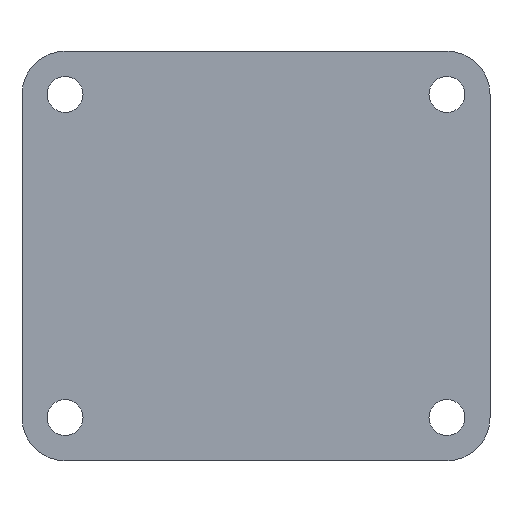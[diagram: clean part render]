
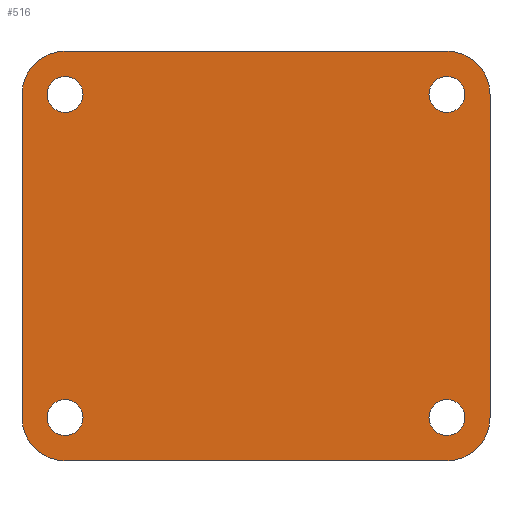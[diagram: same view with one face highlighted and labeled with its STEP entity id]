
A CAD part, front view. The second image highlights one B-rep face of the part: STEP entity #516.
In plain terms, the highlighted planar face has unit normal (0, -1, 0).
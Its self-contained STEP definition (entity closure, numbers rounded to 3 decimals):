
#27=FACE_BOUND('',#93,.T.);
#28=FACE_BOUND('',#94,.T.);
#29=FACE_BOUND('',#95,.T.);
#30=FACE_BOUND('',#96,.T.);
#39=CIRCLE('',#563,3.6);
#40=CIRCLE('',#566,3.6);
#41=CIRCLE('',#567,3.6);
#42=CIRCLE('',#568,3.6);
#43=CIRCLE('',#569,1.5);
#44=CIRCLE('',#570,1.5);
#45=CIRCLE('',#571,1.5);
#46=CIRCLE('',#572,1.5);
#62=FACE_OUTER_BOUND('',#92,.T.);
#92=EDGE_LOOP('',(#419,#420,#421,#422,#423,#424,#425,#426));
#93=EDGE_LOOP('',(#427));
#94=EDGE_LOOP('',(#428));
#95=EDGE_LOOP('',(#429));
#96=EDGE_LOOP('',(#430));
#149=LINE('',#831,#205);
#151=LINE('',#835,#207);
#152=LINE('',#839,#208);
#153=LINE('',#843,#209);
#205=VECTOR('',#675,10.);
#207=VECTOR('',#679,10.);
#208=VECTOR('',#682,10.);
#209=VECTOR('',#685,10.);
#255=VERTEX_POINT('',#824);
#256=VERTEX_POINT('',#826);
#257=VERTEX_POINT('',#830);
#258=VERTEX_POINT('',#834);
#259=VERTEX_POINT('',#836);
#260=VERTEX_POINT('',#838);
#261=VERTEX_POINT('',#840);
#262=VERTEX_POINT('',#842);
#263=VERTEX_POINT('',#845);
#264=VERTEX_POINT('',#847);
#265=VERTEX_POINT('',#849);
#266=VERTEX_POINT('',#851);
#316=EDGE_CURVE('',#255,#256,#39,.T.);
#318=EDGE_CURVE('',#256,#257,#149,.T.);
#320=EDGE_CURVE('',#258,#255,#151,.T.);
#321=EDGE_CURVE('',#259,#258,#40,.T.);
#322=EDGE_CURVE('',#260,#259,#152,.T.);
#323=EDGE_CURVE('',#261,#260,#41,.T.);
#324=EDGE_CURVE('',#262,#261,#153,.T.);
#325=EDGE_CURVE('',#257,#262,#42,.T.);
#326=EDGE_CURVE('',#263,#263,#43,.T.);
#327=EDGE_CURVE('',#264,#264,#44,.T.);
#328=EDGE_CURVE('',#265,#265,#45,.T.);
#329=EDGE_CURVE('',#266,#266,#46,.T.);
#419=ORIENTED_EDGE('',*,*,#316,.F.);
#420=ORIENTED_EDGE('',*,*,#320,.F.);
#421=ORIENTED_EDGE('',*,*,#321,.F.);
#422=ORIENTED_EDGE('',*,*,#322,.F.);
#423=ORIENTED_EDGE('',*,*,#323,.F.);
#424=ORIENTED_EDGE('',*,*,#324,.F.);
#425=ORIENTED_EDGE('',*,*,#325,.F.);
#426=ORIENTED_EDGE('',*,*,#318,.F.);
#427=ORIENTED_EDGE('',*,*,#326,.F.);
#428=ORIENTED_EDGE('',*,*,#327,.F.);
#429=ORIENTED_EDGE('',*,*,#328,.F.);
#430=ORIENTED_EDGE('',*,*,#329,.F.);
#497=PLANE('',#565);
#516=ADVANCED_FACE('',(#62,#27,#28,#29,#30),#497,.F.);
#563=AXIS2_PLACEMENT_3D('',#827,#670,#671);
#565=AXIS2_PLACEMENT_3D('',#833,#677,#678);
#566=AXIS2_PLACEMENT_3D('',#837,#680,#681);
#567=AXIS2_PLACEMENT_3D('',#841,#683,#684);
#568=AXIS2_PLACEMENT_3D('',#844,#686,#687);
#569=AXIS2_PLACEMENT_3D('',#846,#688,#689);
#570=AXIS2_PLACEMENT_3D('',#848,#690,#691);
#571=AXIS2_PLACEMENT_3D('',#850,#692,#693);
#572=AXIS2_PLACEMENT_3D('',#852,#694,#695);
#670=DIRECTION('center_axis',(0.,1.,0.));
#671=DIRECTION('ref_axis',(0.707,0.,-0.707));
#675=DIRECTION('',(-1.,0.,0.));
#677=DIRECTION('center_axis',(0.,1.,0.));
#678=DIRECTION('ref_axis',(1.,0.,0.));
#679=DIRECTION('',(0.,0.,-1.));
#680=DIRECTION('center_axis',(0.,1.,0.));
#681=DIRECTION('ref_axis',(0.707,0.,0.707));
#682=DIRECTION('',(1.,0.,0.));
#683=DIRECTION('center_axis',(0.,1.,0.));
#684=DIRECTION('ref_axis',(-0.707,0.,0.707));
#685=DIRECTION('',(0.,0.,1.));
#686=DIRECTION('center_axis',(0.,1.,0.));
#687=DIRECTION('ref_axis',(-0.707,0.,-0.707));
#688=DIRECTION('center_axis',(0.,-1.,0.));
#689=DIRECTION('ref_axis',(1.,0.,0.));
#690=DIRECTION('center_axis',(0.,-1.,0.));
#691=DIRECTION('ref_axis',(1.,0.,0.));
#692=DIRECTION('center_axis',(0.,-1.,0.));
#693=DIRECTION('ref_axis',(1.,0.,0.));
#694=DIRECTION('center_axis',(0.,-1.,0.));
#695=DIRECTION('ref_axis',(1.,0.,0.));
#824=CARTESIAN_POINT('',(39.1,0.,-30.6));
#826=CARTESIAN_POINT('',(35.5,0.,-34.2));
#827=CARTESIAN_POINT('Origin',(35.5,0.,-30.6));
#830=CARTESIAN_POINT('',(3.6,0.,-34.2));
#831=CARTESIAN_POINT('',(39.1,0.,-34.2));
#833=CARTESIAN_POINT('Origin',(19.55,0.,-17.1));
#834=CARTESIAN_POINT('',(39.1,0.,-3.6));
#835=CARTESIAN_POINT('',(39.1,0.,0.));
#836=CARTESIAN_POINT('',(35.5,0.,0.));
#837=CARTESIAN_POINT('Origin',(35.5,0.,-3.6));
#838=CARTESIAN_POINT('',(3.6,0.,0.));
#839=CARTESIAN_POINT('',(0.,0.,0.));
#840=CARTESIAN_POINT('',(0.,0.,-3.6));
#841=CARTESIAN_POINT('Origin',(3.6,0.,-3.6));
#842=CARTESIAN_POINT('',(0.,0.,-30.6));
#843=CARTESIAN_POINT('',(0.,0.,-34.2));
#844=CARTESIAN_POINT('Origin',(3.6,0.,-30.6));
#845=CARTESIAN_POINT('',(2.1,0.,-3.6));
#846=CARTESIAN_POINT('Origin',(3.6,0.,-3.6));
#847=CARTESIAN_POINT('',(2.1,0.,-30.6));
#848=CARTESIAN_POINT('Origin',(3.6,0.,-30.6));
#849=CARTESIAN_POINT('',(34.,0.,-3.6));
#850=CARTESIAN_POINT('Origin',(35.5,0.,-3.6));
#851=CARTESIAN_POINT('',(34.,0.,-30.6));
#852=CARTESIAN_POINT('Origin',(35.5,0.,-30.6));
